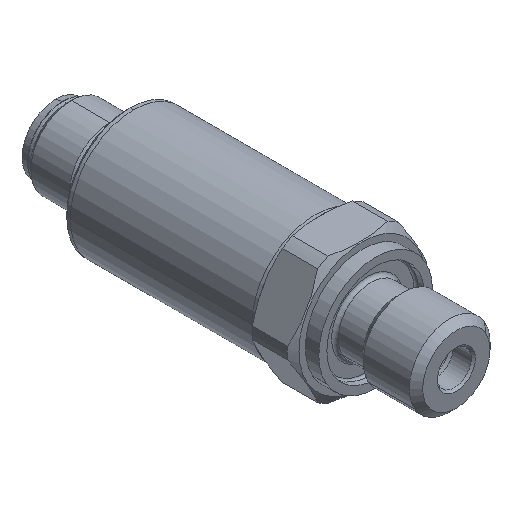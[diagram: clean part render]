
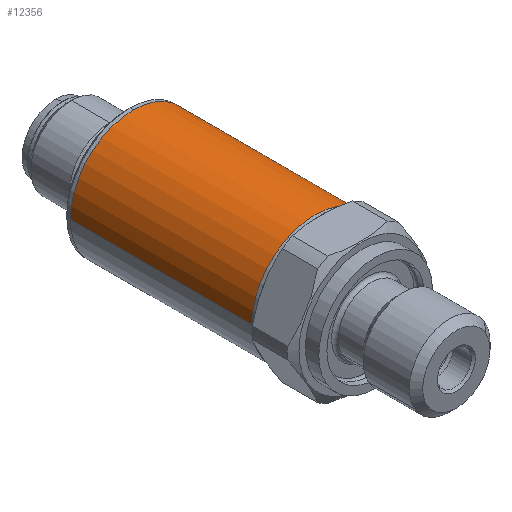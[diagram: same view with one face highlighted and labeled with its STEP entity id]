
A CAD part, isometric view. The second image highlights one B-rep face of the part: STEP entity #12356.
In plain terms, the highlighted cylindrical face has radius 9.4 mm (diameter 18.8 mm), a partial arc.
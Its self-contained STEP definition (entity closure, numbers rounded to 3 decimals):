
#690 = CYLINDRICAL_SURFACE ( 'NONE', #1079, 9.4 ) ;
#1079 = AXIS2_PLACEMENT_3D ( 'NONE', #8646, #9800, #14324 ) ;
#1502 = AXIS2_PLACEMENT_3D ( 'NONE', #9107, #2268, #10245 ) ;
#2108 = VERTEX_POINT ( 'NONE', #11382 ) ;
#2261 = DIRECTION ( 'NONE',  ( 0., 0., -1. ) ) ;
#2268 = DIRECTION ( 'NONE',  ( 0., 0., 1. ) ) ;
#2646 = DIRECTION ( 'NONE',  ( 0., 0., 1. ) ) ;
#2865 = ORIENTED_EDGE ( 'NONE', *, *, #8719, .F. ) ;
#3150 = VECTOR ( 'NONE', #2261, 1000. ) ;
#3943 = VECTOR ( 'NONE', #6946, 1000. ) ;
#4283 = LINE ( 'NONE', #13728, #3943 ) ;
#5588 = VERTEX_POINT ( 'NONE', #7175 ) ;
#5606 = ORIENTED_EDGE ( 'NONE', *, *, #8049, .T. ) ;
#6183 = LINE ( 'NONE', #7938, #3150 ) ;
#6946 = DIRECTION ( 'NONE',  ( 0., 0., -1. ) ) ;
#7175 = CARTESIAN_POINT ( 'NONE',  ( -9.4, 0., 0. ) ) ;
#7343 = ORIENTED_EDGE ( 'NONE', *, *, #12589, .T. ) ;
#7524 = VERTEX_POINT ( 'NONE', #9762 ) ;
#7938 = CARTESIAN_POINT ( 'NONE',  ( -9.4, 0., 27. ) ) ;
#7968 = CARTESIAN_POINT ( 'NONE',  ( 9.4, 0., 0. ) ) ;
#8049 = EDGE_CURVE ( 'NONE', #5588, #11087, #11463, .T. ) ;
#8646 = CARTESIAN_POINT ( 'NONE',  ( 0., 0., 27. ) ) ;
#8719 = EDGE_CURVE ( 'NONE', #2108, #7524, #13727, .T. ) ;
#8778 = EDGE_CURVE ( 'NONE', #7524, #11087, #4283, .T. ) ;
#9025 = ORIENTED_EDGE ( 'NONE', *, *, #8778, .F. ) ;
#9107 = CARTESIAN_POINT ( 'NONE',  ( 0., 0., 27. ) ) ;
#9491 = CARTESIAN_POINT ( 'NONE',  ( 0., 0., 0. ) ) ;
#9671 = EDGE_LOOP ( 'NONE', ( #9025, #2865, #7343, #5606 ) ) ;
#9762 = CARTESIAN_POINT ( 'NONE',  ( 9.4, 0., 27. ) ) ;
#9800 = DIRECTION ( 'NONE',  ( 0., 0., -1. ) ) ;
#10140 = FACE_OUTER_BOUND ( 'NONE', #9671, .T. ) ;
#10245 = DIRECTION ( 'NONE',  ( 1., 0., 0. ) ) ;
#10639 = DIRECTION ( 'NONE',  ( 1., 0., 0. ) ) ;
#11087 = VERTEX_POINT ( 'NONE', #7968 ) ;
#11382 = CARTESIAN_POINT ( 'NONE',  ( -9.4, 0., 27. ) ) ;
#11463 = CIRCLE ( 'NONE', #12263, 9.4 ) ;
#12263 = AXIS2_PLACEMENT_3D ( 'NONE', #9491, #2646, #10639 ) ;
#12356 = ADVANCED_FACE ( 'NONE', ( #10140 ), #690, .T. ) ;
#12589 = EDGE_CURVE ( 'NONE', #2108, #5588, #6183, .T. ) ;
#13727 = CIRCLE ( 'NONE', #1502, 9.4 ) ;
#13728 = CARTESIAN_POINT ( 'NONE',  ( 9.4, 0., 27. ) ) ;
#14324 = DIRECTION ( 'NONE',  ( -1., 0., 0. ) ) ;
